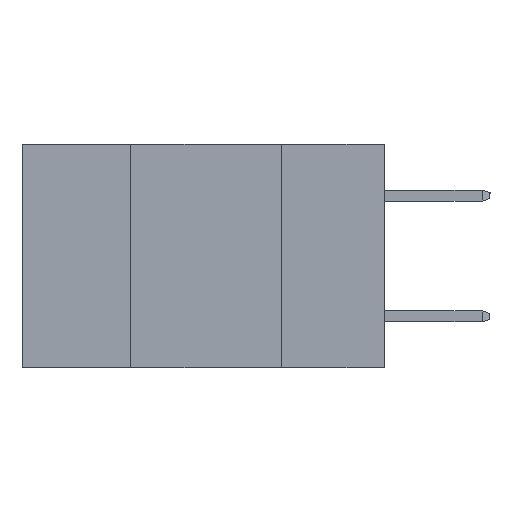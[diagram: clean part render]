
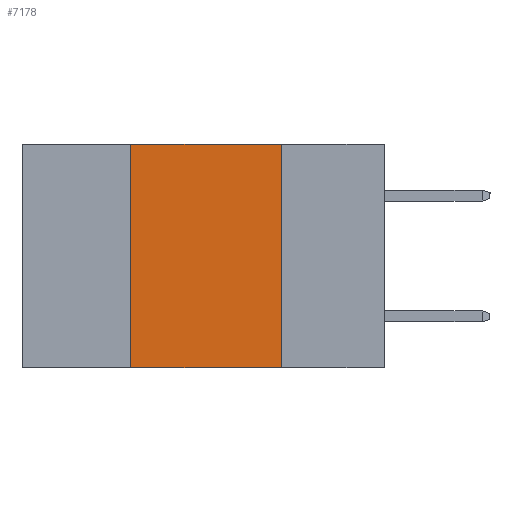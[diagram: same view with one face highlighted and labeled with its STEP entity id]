
A CAD part, left-side view. The second image highlights one B-rep face of the part: STEP entity #7178.
In plain terms, the highlighted planar face has unit normal (-1, 0, 0).
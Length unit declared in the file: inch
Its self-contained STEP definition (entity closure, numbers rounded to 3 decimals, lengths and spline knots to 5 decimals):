
#452 = CARTESIAN_POINT ( 'NONE',  ( 0., 0.6, 0. ) ) ;
#603 = ORIENTED_EDGE ( 'NONE', *, *, #12709, .T. ) ;
#638 = DIRECTION ( 'NONE',  ( 0., 0., -1. ) ) ;
#781 = CARTESIAN_POINT ( 'NONE',  ( 0., 0.6, 0. ) ) ;
#856 = PLANE ( 'NONE',  #8010 ) ;
#1253 = VECTOR ( 'NONE', #5500, 39.37008 ) ;
#1954 = EDGE_LOOP ( 'NONE', ( #9886, #3081, #8778, #603 ) ) ;
#2766 = VECTOR ( 'NONE', #5598, 39.37008 ) ;
#2803 = CARTESIAN_POINT ( 'NONE',  ( 0., 0.42, -0.37 ) ) ;
#2806 = LINE ( 'NONE', #452, #12762 ) ;
#3081 = ORIENTED_EDGE ( 'NONE', *, *, #11630, .F. ) ;
#3721 = LINE ( 'NONE', #4819, #1253 ) ;
#4819 = CARTESIAN_POINT ( 'NONE',  ( 0., 0.17, -0.37 ) ) ;
#4851 = EDGE_CURVE ( 'NONE', #11200, #8321, #13934, .T. ) ;
#5500 = DIRECTION ( 'NONE',  ( 0., 0., -1. ) ) ;
#5598 = DIRECTION ( 'NONE',  ( 0., -1., 0. ) ) ;
#5666 = LINE ( 'NONE', #6552, #2766 ) ;
#6552 = CARTESIAN_POINT ( 'NONE',  ( 0., 0.6, -0.37 ) ) ;
#7178 = ADVANCED_FACE ( 'NONE', ( #14195 ), #856, .F. ) ;
#8010 = AXIS2_PLACEMENT_3D ( 'NONE', #781, #11888, #638 ) ;
#8321 = VERTEX_POINT ( 'NONE', #12493 ) ;
#8426 = VECTOR ( 'NONE', #10628, 39.37008 ) ;
#8607 = EDGE_CURVE ( 'NONE', #8624, #11675, #3721, .T. ) ;
#8624 = VERTEX_POINT ( 'NONE', #10369 ) ;
#8707 = CARTESIAN_POINT ( 'NONE',  ( 0., 0.17, -0.37 ) ) ;
#8778 = ORIENTED_EDGE ( 'NONE', *, *, #4851, .F. ) ;
#9886 = ORIENTED_EDGE ( 'NONE', *, *, #8607, .F. ) ;
#10369 = CARTESIAN_POINT ( 'NONE',  ( 0., 0.17, 0. ) ) ;
#10552 = DIRECTION ( 'NONE',  ( 0., -1., 0. ) ) ;
#10628 = DIRECTION ( 'NONE',  ( 0., 0., 1. ) ) ;
#11200 = VERTEX_POINT ( 'NONE', #14171 ) ;
#11630 = EDGE_CURVE ( 'NONE', #8321, #8624, #2806, .T. ) ;
#11675 = VERTEX_POINT ( 'NONE', #8707 ) ;
#11888 = DIRECTION ( 'NONE',  ( 1., 0., 0. ) ) ;
#12493 = CARTESIAN_POINT ( 'NONE',  ( 0., 0.42, 0. ) ) ;
#12709 = EDGE_CURVE ( 'NONE', #11200, #11675, #5666, .T. ) ;
#12762 = VECTOR ( 'NONE', #10552, 39.37008 ) ;
#13934 = LINE ( 'NONE', #2803, #8426 ) ;
#14171 = CARTESIAN_POINT ( 'NONE',  ( 0., 0.42, -0.37 ) ) ;
#14195 = FACE_OUTER_BOUND ( 'NONE', #1954, .T. ) ;
